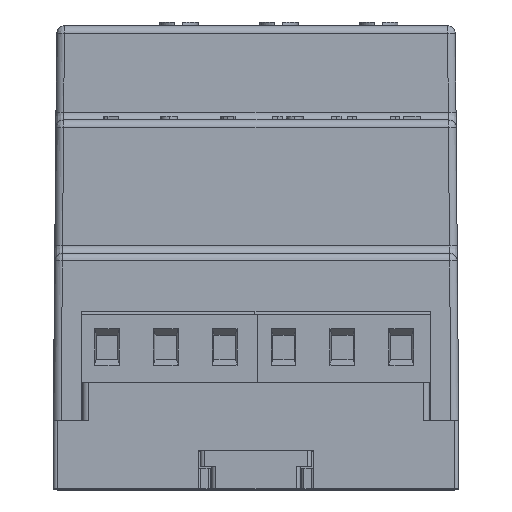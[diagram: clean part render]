
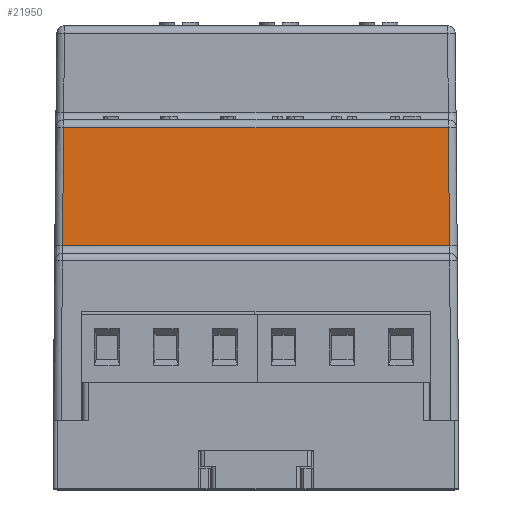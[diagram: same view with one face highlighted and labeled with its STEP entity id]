
A CAD part, top view. The second image highlights one B-rep face of the part: STEP entity #21950.
In plain terms, the highlighted planar face has unit normal (0, 0.009, 1).
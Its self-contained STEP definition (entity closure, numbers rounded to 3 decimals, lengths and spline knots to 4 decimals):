
#2002 = ORIENTED_EDGE ( 'NONE', *, *, #26245, .F. ) ;
#3070 = DIRECTION ( 'NONE',  ( 0.009, 1., -0.009 ) ) ;
#4267 = VERTEX_POINT ( 'NONE', #5043 ) ;
#5043 = CARTESIAN_POINT ( 'NONE',  ( -0.981, 1.8429, 1.1755 ) ) ;
#6827 = CARTESIAN_POINT ( 'NONE',  ( -1.0335, 1.2398, 1.1808 ) ) ;
#9885 = CARTESIAN_POINT ( 'NONE',  ( -0.9863, 1.2398, 1.1808 ) ) ;
#10478 = AXIS2_PLACEMENT_3D ( 'NONE', #30371, #37755, #27343 ) ;
#11751 = VECTOR ( 'NONE', #3070, 39.3701 ) ;
#13115 = CARTESIAN_POINT ( 'NONE',  ( 0.9863, 1.2398, 1.1808 ) ) ;
#13294 = PLANE ( 'NONE',  #10478 ) ;
#13779 = EDGE_CURVE ( 'NONE', #36897, #32334, #39434, .T. ) ;
#15406 = VERTEX_POINT ( 'NONE', #9885 ) ;
#15568 = EDGE_CURVE ( 'NONE', #32334, #15406, #26958, .T. ) ;
#15640 = LINE ( 'NONE', #29467, #11751 ) ;
#16441 = CARTESIAN_POINT ( 'NONE',  ( -1.0335, 1.8429, 1.1755 ) ) ;
#17071 = DIRECTION ( 'NONE',  ( 1., 0., 0. ) ) ;
#19857 = ORIENTED_EDGE ( 'NONE', *, *, #15568, .F. ) ;
#19923 = CARTESIAN_POINT ( 'NONE',  ( 0.981, 1.8429, 1.1755 ) ) ;
#20086 = CARTESIAN_POINT ( 'NONE',  ( 0.981, 1.8429, 1.1755 ) ) ;
#21217 = EDGE_LOOP ( 'NONE', ( #2002, #19857, #41251, #34664 ) ) ;
#21950 = ADVANCED_FACE ( 'NONE', ( #29734 ), #13294, .F. ) ;
#26245 = EDGE_CURVE ( 'NONE', #15406, #4267, #15640, .T. ) ;
#26923 = EDGE_CURVE ( 'NONE', #4267, #36897, #30057, .T. ) ;
#26958 = LINE ( 'NONE', #6827, #36532 ) ;
#27343 = DIRECTION ( 'NONE',  ( 0., -1., 0.009 ) ) ;
#29449 = DIRECTION ( 'NONE',  ( 0.009, -1., 0.009 ) ) ;
#29467 = CARTESIAN_POINT ( 'NONE',  ( -0.9941, 0.3417, 1.1886 ) ) ;
#29734 = FACE_OUTER_BOUND ( 'NONE', #21217, .T. ) ;
#29783 = DIRECTION ( 'NONE',  ( -1., 0., 0. ) ) ;
#30057 = LINE ( 'NONE', #16441, #35935 ) ;
#30371 = CARTESIAN_POINT ( 'NONE',  ( -1.0335, 1.8819, 1.1752 ) ) ;
#32334 = VERTEX_POINT ( 'NONE', #13115 ) ;
#33664 = VECTOR ( 'NONE', #29449, 39.3701 ) ;
#34664 = ORIENTED_EDGE ( 'NONE', *, *, #26923, .F. ) ;
#35935 = VECTOR ( 'NONE', #17071, 39.3701 ) ;
#36532 = VECTOR ( 'NONE', #29783, 39.3701 ) ;
#36897 = VERTEX_POINT ( 'NONE', #20086 ) ;
#37755 = DIRECTION ( 'NONE',  ( 0., -0.009, -1. ) ) ;
#39434 = LINE ( 'NONE', #19923, #33664 ) ;
#41251 = ORIENTED_EDGE ( 'NONE', *, *, #13779, .F. ) ;
